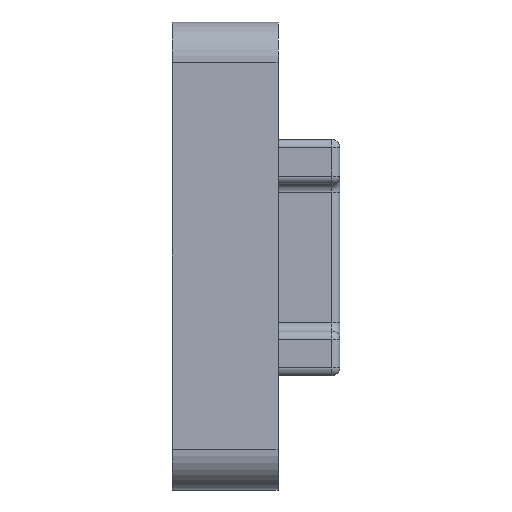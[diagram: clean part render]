
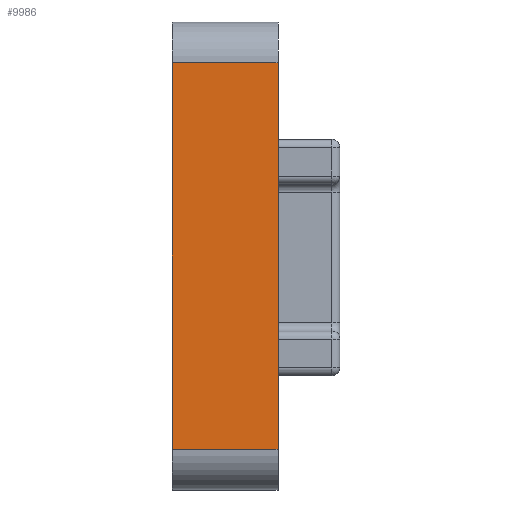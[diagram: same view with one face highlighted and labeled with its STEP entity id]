
A CAD part, front view. The second image highlights one B-rep face of the part: STEP entity #9986.
In plain terms, the highlighted planar face has unit normal (0, -1, 0).
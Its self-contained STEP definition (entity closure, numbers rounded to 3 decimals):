
#286 = FACE_OUTER_BOUND ( 'NONE', #4587, .T. ) ;
#452 = LINE ( 'NONE', #12344, #1262 ) ;
#1262 = VECTOR ( 'NONE', #19229, 1000. ) ;
#2486 = ORIENTED_EDGE ( 'NONE', *, *, #2649, .F. ) ;
#2649 = EDGE_CURVE ( 'NONE', #3608, #20576, #452, .T. ) ;
#3508 = ORIENTED_EDGE ( 'NONE', *, *, #6694, .T. ) ;
#3526 = VERTEX_POINT ( 'NONE', #3951 ) ;
#3608 = VERTEX_POINT ( 'NONE', #20641 ) ;
#3668 = CARTESIAN_POINT ( 'NONE',  ( -3.25, -18.65, -11.85 ) ) ;
#3951 = CARTESIAN_POINT ( 'NONE',  ( -3.25, -18.65, 11.85 ) ) ;
#4407 = VECTOR ( 'NONE', #18757, 1000. ) ;
#4587 = EDGE_LOOP ( 'NONE', ( #7880, #13885, #2486, #3508 ) ) ;
#6232 = EDGE_CURVE ( 'NONE', #3526, #7436, #8213, .T. ) ;
#6694 = EDGE_CURVE ( 'NONE', #3608, #3526, #21483, .T. ) ;
#7171 = DIRECTION ( 'NONE',  ( 0., 1., 0. ) ) ;
#7436 = VERTEX_POINT ( 'NONE', #3668 ) ;
#7880 = ORIENTED_EDGE ( 'NONE', *, *, #6232, .T. ) ;
#8112 = EDGE_CURVE ( 'NONE', #7436, #20576, #14975, .T. ) ;
#8213 = LINE ( 'NONE', #14104, #14162 ) ;
#8457 = CARTESIAN_POINT ( 'NONE',  ( 3.25, -18.65, 11.85 ) ) ;
#8957 = DIRECTION ( 'NONE',  ( 0., 0., -1. ) ) ;
#9986 = ADVANCED_FACE ( 'NONE', ( #286 ), #19290, .F. ) ;
#12105 = CARTESIAN_POINT ( 'NONE',  ( 3.25, -18.65, 14.35 ) ) ;
#12344 = CARTESIAN_POINT ( 'NONE',  ( 3.25, -18.65, 14.35 ) ) ;
#13885 = ORIENTED_EDGE ( 'NONE', *, *, #8112, .T. ) ;
#13916 = DIRECTION ( 'NONE',  ( 0., 0., 1. ) ) ;
#14104 = CARTESIAN_POINT ( 'NONE',  ( -3.25, -18.65, 14.35 ) ) ;
#14162 = VECTOR ( 'NONE', #8957, 1000. ) ;
#14440 = VECTOR ( 'NONE', #20337, 1000. ) ;
#14975 = LINE ( 'NONE', #18872, #14440 ) ;
#17641 = CARTESIAN_POINT ( 'NONE',  ( 3.25, -18.65, -11.85 ) ) ;
#18757 = DIRECTION ( 'NONE',  ( -1., 0., 0. ) ) ;
#18872 = CARTESIAN_POINT ( 'NONE',  ( 3.25, -18.65, -11.85 ) ) ;
#19229 = DIRECTION ( 'NONE',  ( 0., 0., -1. ) ) ;
#19290 = PLANE ( 'NONE',  #20143 ) ;
#20143 = AXIS2_PLACEMENT_3D ( 'NONE', #12105, #7171, #13916 ) ;
#20337 = DIRECTION ( 'NONE',  ( 1., 0., 0. ) ) ;
#20576 = VERTEX_POINT ( 'NONE', #17641 ) ;
#20641 = CARTESIAN_POINT ( 'NONE',  ( 3.25, -18.65, 11.85 ) ) ;
#21483 = LINE ( 'NONE', #8457, #4407 ) ;
